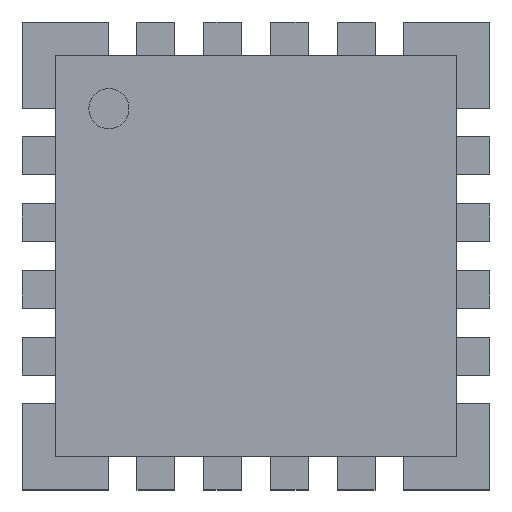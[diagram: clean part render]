
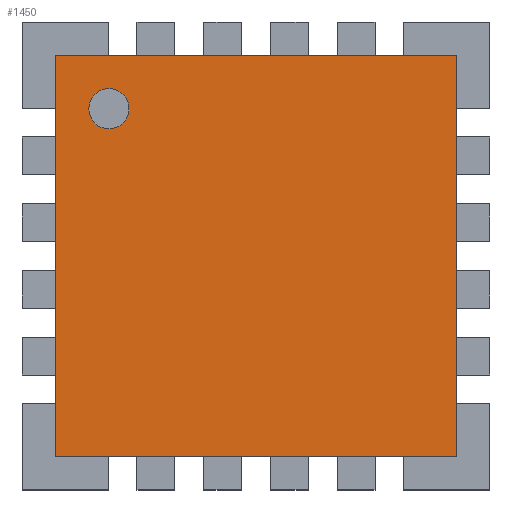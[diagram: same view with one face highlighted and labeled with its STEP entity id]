
A CAD part, top view. The second image highlights one B-rep face of the part: STEP entity #1450.
In plain terms, the highlighted planar face has unit normal (0, 0, 1).
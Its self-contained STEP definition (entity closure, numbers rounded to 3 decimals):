
#1412=CIRCLE('',#5143,0.15);
#1413=CIRCLE('',#5144,0.15);
#1416=FACE_BOUND('',#2036,.T.);
#1417=FACE_BOUND('',#2037,.T.);
#1450=ADVANCED_FACE('',(#1416,#1417),#1648,.T.);
#1648=PLANE('',#5145);
#2036=EDGE_LOOP('',(#2266,#2267,#2268,#2269));
#2037=EDGE_LOOP('',(#2270,#2271));
#2266=ORIENTED_EDGE('',*,*,#3624,.T.);
#2267=ORIENTED_EDGE('',*,*,#3625,.F.);
#2268=ORIENTED_EDGE('',*,*,#3626,.F.);
#2269=ORIENTED_EDGE('',*,*,#3618,.T.);
#2270=ORIENTED_EDGE('',*,*,#3627,.F.);
#2271=ORIENTED_EDGE('',*,*,#3628,.F.);
#3278=VERTEX_POINT('',#6257);
#3279=VERTEX_POINT('',#6258);
#3283=VERTEX_POINT('',#6268);
#3284=VERTEX_POINT('',#6272);
#3285=VERTEX_POINT('',#6275);
#3286=VERTEX_POINT('',#6276);
#3618=EDGE_CURVE('',#3278,#3279,#4128,.T.);
#3624=EDGE_CURVE('',#3279,#3283,#4134,.T.);
#3625=EDGE_CURVE('',#3284,#3283,#4135,.T.);
#3626=EDGE_CURVE('',#3278,#3284,#4136,.T.);
#3627=EDGE_CURVE('',#3285,#3286,#1412,.T.);
#3628=EDGE_CURVE('',#3286,#3285,#1413,.T.);
#4128=LINE('',#6256,#4634);
#4134=LINE('',#6269,#4640);
#4135=LINE('',#6271,#4641);
#4136=LINE('',#6273,#4642);
#4634=VECTOR('',#5345,1.);
#4640=VECTOR('',#5353,1.);
#4641=VECTOR('',#5356,1.);
#4642=VECTOR('',#5357,1.);
#5143=AXIS2_PLACEMENT_3D('',#6274,#5358,#5359);
#5144=AXIS2_PLACEMENT_3D('',#6277,#5360,#5361);
#5145=AXIS2_PLACEMENT_3D('',#6278,#5362,#5363);
#5345=DIRECTION('',(1.,0.,0.));
#5353=DIRECTION('',(0.,1.,0.));
#5356=DIRECTION('',(1.,0.,0.));
#5357=DIRECTION('',(0.,1.,0.));
#5358=DIRECTION('',(0.,0.,1.));
#5359=DIRECTION('',(1.,0.,0.));
#5360=DIRECTION('',(0.,0.,1.));
#5361=DIRECTION('',(-1.,0.,0.));
#5362=DIRECTION('',(0.,0.,1.));
#5363=DIRECTION('',(-1.,0.,0.));
#6256=CARTESIAN_POINT('',(-1.5,-1.5,0.876));
#6257=CARTESIAN_POINT('',(-1.5,-1.5,0.876));
#6258=CARTESIAN_POINT('',(1.5,-1.5,0.876));
#6268=CARTESIAN_POINT('',(1.5,1.5,0.876));
#6269=CARTESIAN_POINT('',(1.5,-1.5,0.876));
#6271=CARTESIAN_POINT('',(-1.5,1.5,0.876));
#6272=CARTESIAN_POINT('',(-1.5,1.5,0.876));
#6273=CARTESIAN_POINT('',(-1.5,-1.5,0.876));
#6274=CARTESIAN_POINT('',(-1.1,1.1,0.876));
#6275=CARTESIAN_POINT('',(-0.95,1.1,0.876));
#6276=CARTESIAN_POINT('',(-1.25,1.1,0.876));
#6277=CARTESIAN_POINT('',(-1.1,1.1,0.876));
#6278=CARTESIAN_POINT('',(-1.5,-1.5,0.876));
